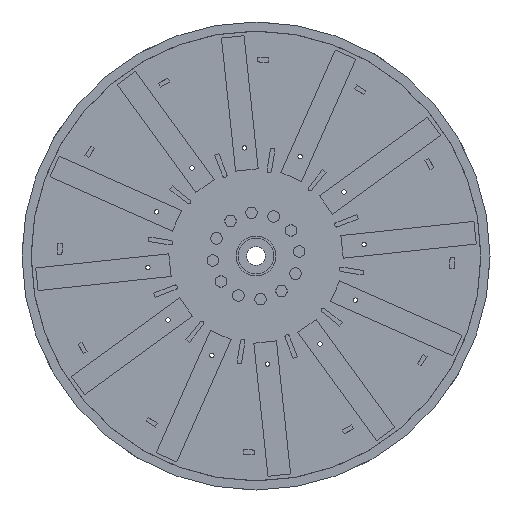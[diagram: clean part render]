
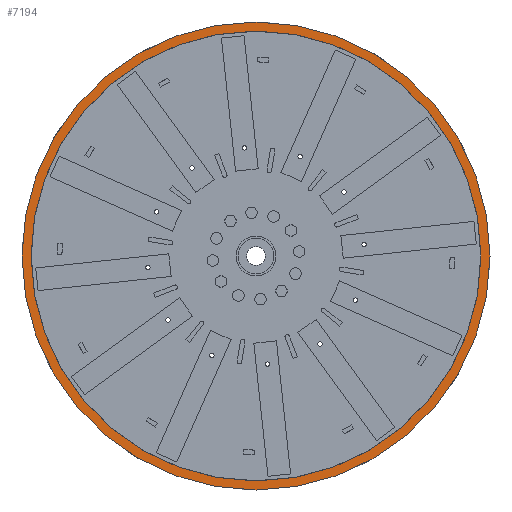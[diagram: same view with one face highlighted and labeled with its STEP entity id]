
A CAD part, front view. The second image highlights one B-rep face of the part: STEP entity #7194.
In plain terms, the highlighted planar face has unit normal (0, -1, 0).
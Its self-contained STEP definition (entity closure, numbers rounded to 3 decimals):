
#280=FACE_BOUND('',#1486,.T.);
#450=CIRCLE('',#7773,101.211);
#452=CIRCLE('',#7776,105.311);
#934=FACE_OUTER_BOUND('',#1485,.T.);
#1485=EDGE_LOOP('',(#6509));
#1486=EDGE_LOOP('',(#6510));
#3592=VERTEX_POINT('',#12873);
#3594=VERTEX_POINT('',#12879);
#4563=EDGE_CURVE('',#3592,#3592,#450,.T.);
#4566=EDGE_CURVE('',#3594,#3594,#452,.T.);
#6509=ORIENTED_EDGE('',*,*,#4566,.F.);
#6510=ORIENTED_EDGE('',*,*,#4563,.F.);
#6806=PLANE('',#7778);
#7194=ADVANCED_FACE('',(#934,#280),#6806,.F.);
#7773=AXIS2_PLACEMENT_3D('',#12875,#9618,#9619);
#7776=AXIS2_PLACEMENT_3D('',#12881,#9625,#9626);
#7778=AXIS2_PLACEMENT_3D('',#12883,#9629,#9630);
#9618=DIRECTION('center_axis',(0.,-1.,0.));
#9619=DIRECTION('ref_axis',(1.,0.,0.));
#9625=DIRECTION('center_axis',(0.,1.,0.));
#9626=DIRECTION('ref_axis',(-1.,0.,0.));
#9629=DIRECTION('center_axis',(0.,1.,0.));
#9630=DIRECTION('ref_axis',(0.,0.,1.));
#12873=CARTESIAN_POINT('',(-101.211,0.,0.));
#12875=CARTESIAN_POINT('Origin',(0.,0.,0.));
#12879=CARTESIAN_POINT('',(105.311,0.,0.));
#12881=CARTESIAN_POINT('Origin',(0.,0.,0.));
#12883=CARTESIAN_POINT('Origin',(0.,0.,0.));
